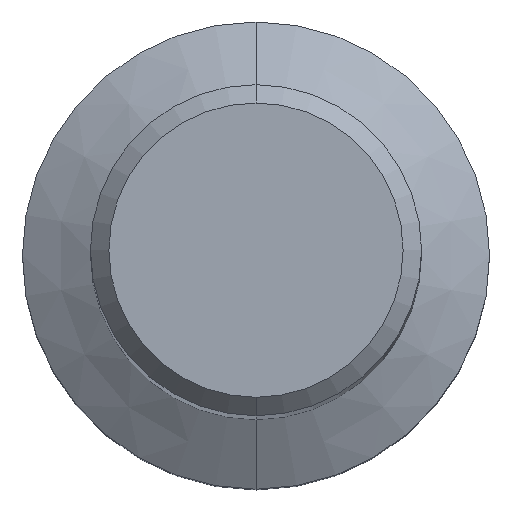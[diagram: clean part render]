
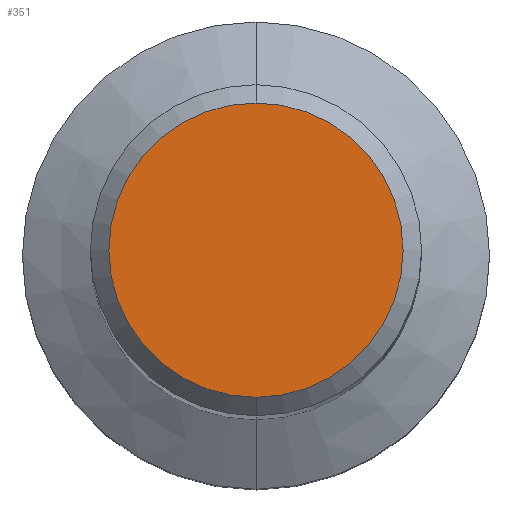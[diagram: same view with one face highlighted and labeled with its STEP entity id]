
A CAD part, top view. The second image highlights one B-rep face of the part: STEP entity #351.
In plain terms, the highlighted planar face has unit normal (0, 0, 1).
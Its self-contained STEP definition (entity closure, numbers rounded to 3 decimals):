
#351=ADVANCED_FACE('',(#759),#760,.T.);
#399=EDGE_CURVE('',#401,#403,#812,.T.);
#401=VERTEX_POINT('',#814);
#403=VERTEX_POINT('',#816);
#577=EDGE_CURVE('',#403,#401,#1005,.T.);
#759=FACE_OUTER_BOUND('',#1312,.T.);
#760=PLANE('',#1313);
#812=CIRCLE('',#1408,4.0);
#814=CARTESIAN_POINT('',(0.,-4.0,0.0));
#816=CARTESIAN_POINT('',(0.0,4.0,0.0));
#1005=CIRCLE('',#1762,4.0);
#1312=EDGE_LOOP('',(#1989,#1990));
#1313=AXIS2_PLACEMENT_3D('',#1991,#1992,#1993);
#1408=AXIS2_PLACEMENT_3D('',#2060,#2061,#2062);
#1762=AXIS2_PLACEMENT_3D('',#2260,#2261,#2262);
#1989=ORIENTED_EDGE('',*,*,#577,.F.);
#1990=ORIENTED_EDGE('',*,*,#399,.F.);
#1991=CARTESIAN_POINT('',(0.0,2.0,0.0));
#1992=DIRECTION('',(-0.0,0.0,1.0));
#1993=DIRECTION('',(0.0,-1.0,0.0));
#2060=CARTESIAN_POINT('',(0.0,0.0,0.0));
#2061=DIRECTION('',(0.0,0.0,-1.0));
#2062=DIRECTION('',(0.0,1.0,0.0));
#2260=CARTESIAN_POINT('',(0.0,0.0,0.0));
#2261=DIRECTION('',(0.0,0.0,-1.0));
#2262=DIRECTION('',(0.0,1.0,0.0));
